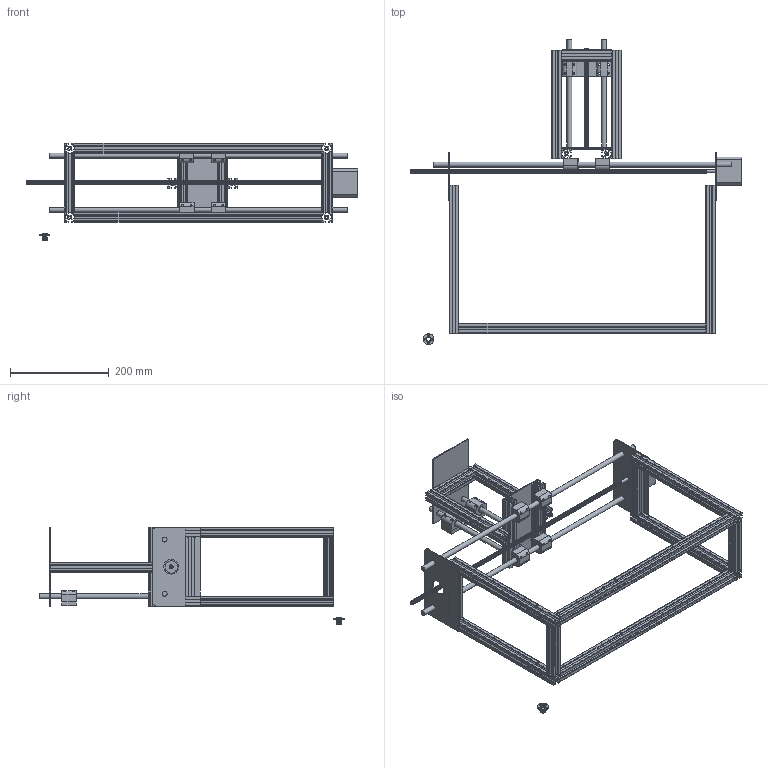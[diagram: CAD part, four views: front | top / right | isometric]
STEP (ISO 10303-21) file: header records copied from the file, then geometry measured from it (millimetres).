
FILE_DESCRIPTION(/* description */ (''),/* implementation_level */ '2;1');
FILE_NAME(/* name */ 'Complete setup_v10.step',/* time_stamp */ '2024-01-28T17:51:29+05:30',/* author */ (''),/* organization */ (''),/* preprocessor_version */ 'ST-DEVELOPER v20',/* originating_system */ 'Autodesk Translation Framework v12.14.0.127',/* authorisation */ '');
FILE_SCHEMA (('AUTOMOTIVE_DESIGN { 1 0 10303 214 3 1 1 }'));
Products named in the file (17): Complete setup; extru_30cm; extru_12cm; metal_plate; extru_support_50cm; Component11; Stepper NEMA23 10.1kgcm; lead screw 8MM; Stage_extru; Stage_vert_extru; horizontal_upper_extru; Stage_plate; Component18; Component19; Component20; linearBearing; Component21
Assembly tree (32 placements, depth 2):
  Complete setup
    extru_30cm  x4
    extru_12cm  x4
    metal_plate  x2
    extru_support_50cm  x2
    Component11
    Stepper NEMA23 10.1kgcm
    lead screw 8MM
    linearBearing  x6
    Stage_extru  x2
    Stage_plate  x2
    Stage_vert_extru  x2
    horizontal_upper_extru
    Component18
    Component19
    Component20
    Component21
Bounding box: 671.6 x 618.01 x 197.74 mm (x, y, z)
Volume: 1208530.6 mm3; surface area: 899189.5 mm2
Topology: 34 solids, 34 shells, 1469 faces, 4203 edges, 2806 vertices
Faces by surface type: cylinder 779, plane 668, torus 16, bspline 6
Full cylindrical faces by diameter (mm): 3.5 x4, 4 x98, 5 x15, 6.35 x1, 8 x92, 10 x25, 10.2 x2, 13 x12, 22 x1, 25 x1, 30 x2
Entity records: 49538 total; most frequent: CARTESIAN_POINT 27706, ORIENTED_EDGE 4914, DIRECTION 3717, EDGE_CURVE 2457, VERTEX_POINT 1637, LINE 1295, VECTOR 1295, AXIS2_PLACEMENT_3D 1211
